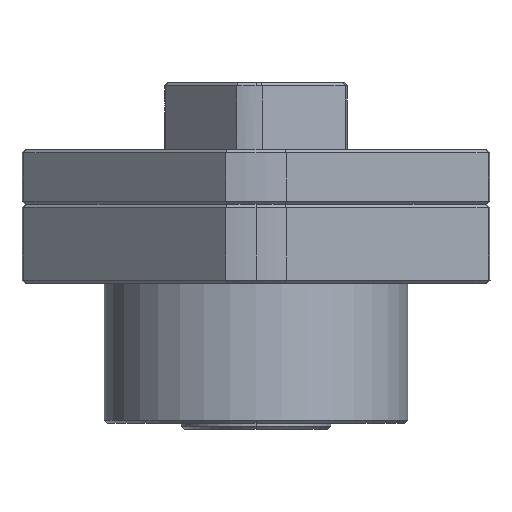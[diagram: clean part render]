
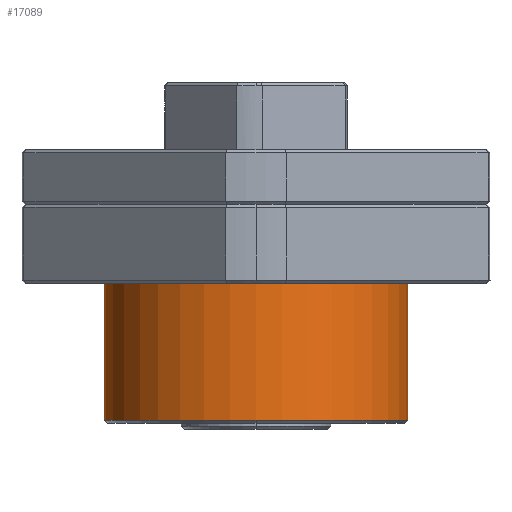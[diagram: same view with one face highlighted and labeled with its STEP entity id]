
A CAD part, left-side view. The second image highlights one B-rep face of the part: STEP entity #17089.
In plain terms, the highlighted cylindrical face has radius 25 mm (diameter 50 mm), a partial arc.
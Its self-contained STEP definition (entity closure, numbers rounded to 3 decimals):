
#1 = ORIENTED_EDGE ( 'NONE', *, *, #22154, .F. ) ;
#254 = ORIENTED_EDGE ( 'NONE', *, *, #6642, .F. ) ;
#367 = FACE_OUTER_BOUND ( 'NONE', #27532, .T. ) ;
#448 = LINE ( 'NONE', #26508, #11822 ) ;
#924 = ORIENTED_EDGE ( 'NONE', *, *, #23768, .F. ) ;
#1480 = AXIS2_PLACEMENT_3D ( 'NONE', #11805, #24932, #3134 ) ;
#2323 = ORIENTED_EDGE ( 'NONE', *, *, #10199, .F. ) ;
#2965 = CARTESIAN_POINT ( 'NONE',  ( 1.686, 6.565, 5. ) ) ;
#3134 = DIRECTION ( 'NONE',  ( -1., 0., 0. ) ) ;
#3480 = AXIS2_PLACEMENT_3D ( 'NONE', #2965, #16000, #5160 ) ;
#5160 = DIRECTION ( 'NONE',  ( 0., 1., 0. ) ) ;
#5523 = CYLINDRICAL_SURFACE ( 'NONE', #24786, 25. ) ;
#6642 = EDGE_CURVE ( 'NONE', #15342, #19086, #12074, .T. ) ;
#8054 = CARTESIAN_POINT ( 'NONE',  ( 1.686, 31.565, 5. ) ) ;
#8313 = LINE ( 'NONE', #8054, #12485 ) ;
#9472 = DIRECTION ( 'NONE',  ( -1., 0., 0. ) ) ;
#9808 = CARTESIAN_POINT ( 'NONE',  ( -23.314, 6.565, -17.5 ) ) ;
#10199 = EDGE_CURVE ( 'NONE', #27517, #15342, #448, .T. ) ;
#11561 = CIRCLE ( 'NONE', #3480, 25. ) ;
#11805 = CARTESIAN_POINT ( 'NONE',  ( 1.686, 6.565, -17.5 ) ) ;
#11822 = VECTOR ( 'NONE', #15237, 1000. ) ;
#12074 = CIRCLE ( 'NONE', #1480, 25. ) ;
#12343 = ORIENTED_EDGE ( 'NONE', *, *, #26194, .T. ) ;
#12485 = VECTOR ( 'NONE', #15047, 1000. ) ;
#15047 = DIRECTION ( 'NONE',  ( 0., 0., -1. ) ) ;
#15237 = DIRECTION ( 'NONE',  ( 0., 0., -1. ) ) ;
#15342 = VERTEX_POINT ( 'NONE', #17744 ) ;
#16000 = DIRECTION ( 'NONE',  ( 0., 0., 1. ) ) ;
#16205 = VERTEX_POINT ( 'NONE', #17700 ) ;
#17089 = ADVANCED_FACE ( 'NONE', ( #367 ), #5523, .T. ) ;
#17700 = CARTESIAN_POINT ( 'NONE',  ( 1.686, 31.565, -17.5 ) ) ;
#17744 = CARTESIAN_POINT ( 'NONE',  ( 1.686, -18.435, -17.5 ) ) ;
#18401 = DIRECTION ( 'NONE',  ( 0., 0., -1. ) ) ;
#19086 = VERTEX_POINT ( 'NONE', #9808 ) ;
#19243 = CARTESIAN_POINT ( 'NONE',  ( 1.686, 6.565, 5. ) ) ;
#19410 = CARTESIAN_POINT ( 'NONE',  ( 1.686, -18.435, 5. ) ) ;
#21206 = AXIS2_PLACEMENT_3D ( 'NONE', #24851, #18401, #9472 ) ;
#21460 = DIRECTION ( 'NONE',  ( 0., 0., -1. ) ) ;
#22154 = EDGE_CURVE ( 'NONE', #19086, #16205, #26904, .T. ) ;
#23471 = DIRECTION ( 'NONE',  ( 0., 1., 0. ) ) ;
#23768 = EDGE_CURVE ( 'NONE', #26170, #27517, #11561, .T. ) ;
#24786 = AXIS2_PLACEMENT_3D ( 'NONE', #19243, #21460, #23471 ) ;
#24851 = CARTESIAN_POINT ( 'NONE',  ( 1.686, 6.565, -17.5 ) ) ;
#24932 = DIRECTION ( 'NONE',  ( 0., 0., -1. ) ) ;
#26170 = VERTEX_POINT ( 'NONE', #28048 ) ;
#26194 = EDGE_CURVE ( 'NONE', #26170, #16205, #8313, .T. ) ;
#26508 = CARTESIAN_POINT ( 'NONE',  ( 1.686, -18.435, 5. ) ) ;
#26904 = CIRCLE ( 'NONE', #21206, 25. ) ;
#27517 = VERTEX_POINT ( 'NONE', #19410 ) ;
#27532 = EDGE_LOOP ( 'NONE', ( #2323, #924, #12343, #1, #254 ) ) ;
#28048 = CARTESIAN_POINT ( 'NONE',  ( 1.686, 31.565, 5. ) ) ;
